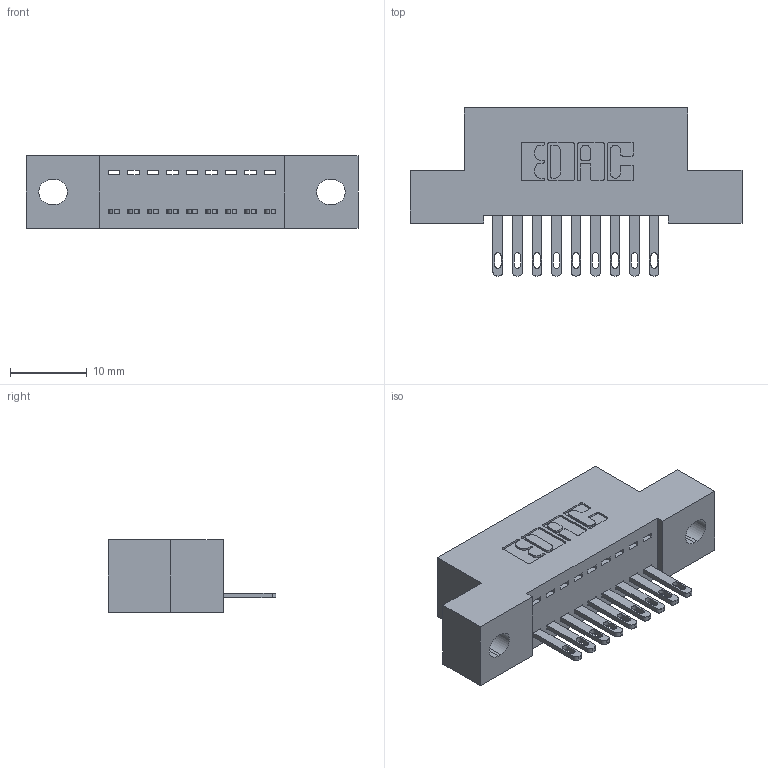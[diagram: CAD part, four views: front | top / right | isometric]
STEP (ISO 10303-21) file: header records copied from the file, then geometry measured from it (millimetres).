
FILE_DESCRIPTION (( 'STEP AP203' ), '1' );
FILE_NAME ('342-009-500-102.STEP', '2018-08-10T12:37:43', ( '' ), ( '' ), 'SwSTEP 2.0', 'SolidWorks 2016', '' );
FILE_SCHEMA (( 'CONFIG_CONTROL_DESIGN' ));
Length unit declared in the file: inch
Products named in the file (3): 342 Part_.128 Slot; 345-292-001_345-293-100; 342-009-500-102
Assembly tree (10 placements, depth 2):
  342-009-500-102
    342 Part_.128 Slot
    345-292-001_345-293-100  x9
Bounding box: 43.18 x 21.85 x 9.4 mm (x, y, z)
Volume: 3617.9 mm3; surface area: 4473.9 mm2
Topology: 10 solids, 10 shells, 600 faces, 1823 edges, 1214 vertices
Faces by surface type: plane 394, cylinder 206
Entity records: 9703 total; most frequent: CARTESIAN_POINT 1685, ORIENTED_EDGE 1630, DIRECTION 1489, EDGE_CURVE 815, LINE 683, VECTOR 683, VERTEX_POINT 542, AXIS2_PLACEMENT_3D 403
